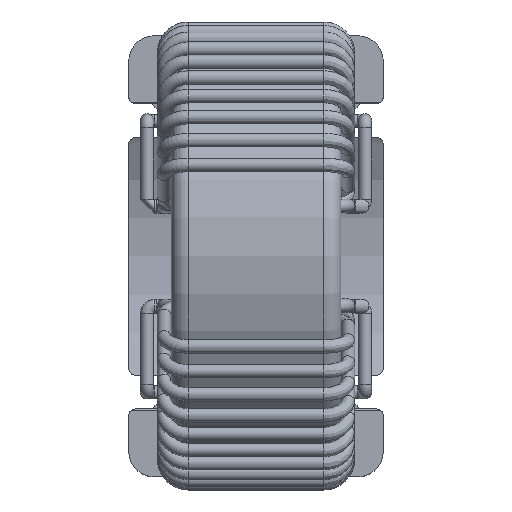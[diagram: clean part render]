
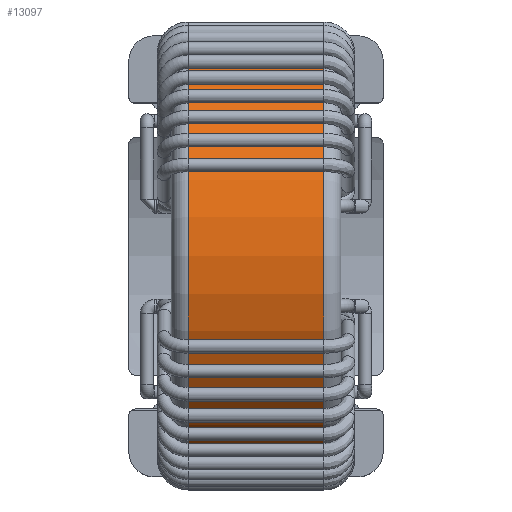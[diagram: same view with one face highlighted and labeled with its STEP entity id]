
A CAD part, top view. The second image highlights one B-rep face of the part: STEP entity #13097.
In plain terms, the highlighted cylindrical face has radius 6.5 mm (diameter 13 mm), a full revolution.
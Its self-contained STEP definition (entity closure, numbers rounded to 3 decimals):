
#12925 = EDGE_CURVE('',#12926,#12926,#12928,.T.);
#12926 = VERTEX_POINT('',#12927);
#12927 = CARTESIAN_POINT('',(-2.,0.,
    14.72));
#12928 = CIRCLE('',#12929,6.5);
#12929 = AXIS2_PLACEMENT_3D('',#12930,#12931,#12932);
#12930 = CARTESIAN_POINT('',(-2.,0.,
    8.22));
#12931 = DIRECTION('',(-1.,0.,0.));
#12932 = DIRECTION('',(0.,0.,1.));
#13021 = VERTEX_POINT('',#13022);
#13022 = CARTESIAN_POINT('',(2.,0.,
    14.72));
#13032 = EDGE_CURVE('',#13021,#13021,#13033,.T.);
#13033 = CIRCLE('',#13034,6.5);
#13034 = AXIS2_PLACEMENT_3D('',#13035,#13036,#13037);
#13035 = CARTESIAN_POINT('',(2.,0.,
    8.22));
#13036 = DIRECTION('',(-1.,0.,0.));
#13037 = DIRECTION('',(0.,0.,1.));
#13097 = ADVANCED_FACE('',(#13098),#13108,.T.);
#13098 = FACE_BOUND('',#13099,.T.);
#13099 = EDGE_LOOP('',(#13100,#13101,#13106,#13107));
#13100 = ORIENTED_EDGE('',*,*,#12925,.F.);
#13101 = ORIENTED_EDGE('',*,*,#13102,.T.);
#13102 = EDGE_CURVE('',#12926,#13021,#13103,.T.);
#13103 = B_SPLINE_CURVE_WITH_KNOTS('',1,(#13104,#13105),.UNSPECIFIED.,
  .F.,.F.,(2,2),(-4.5,-0.5),.PIECEWISE_BEZIER_KNOTS.);
#13104 = CARTESIAN_POINT('',(-2.,0.,
    14.72));
#13105 = CARTESIAN_POINT('',(2.,0.,
    14.72));
#13106 = ORIENTED_EDGE('',*,*,#13032,.T.);
#13107 = ORIENTED_EDGE('',*,*,#13102,.F.);
#13108 = CYLINDRICAL_SURFACE('',#13109,6.5);
#13109 = AXIS2_PLACEMENT_3D('',#13110,#13111,#13112);
#13110 = CARTESIAN_POINT('',(2.5,0.,
    8.22));
#13111 = DIRECTION('',(1.,0.,-0.));
#13112 = DIRECTION('',(0.,0.,1.));
